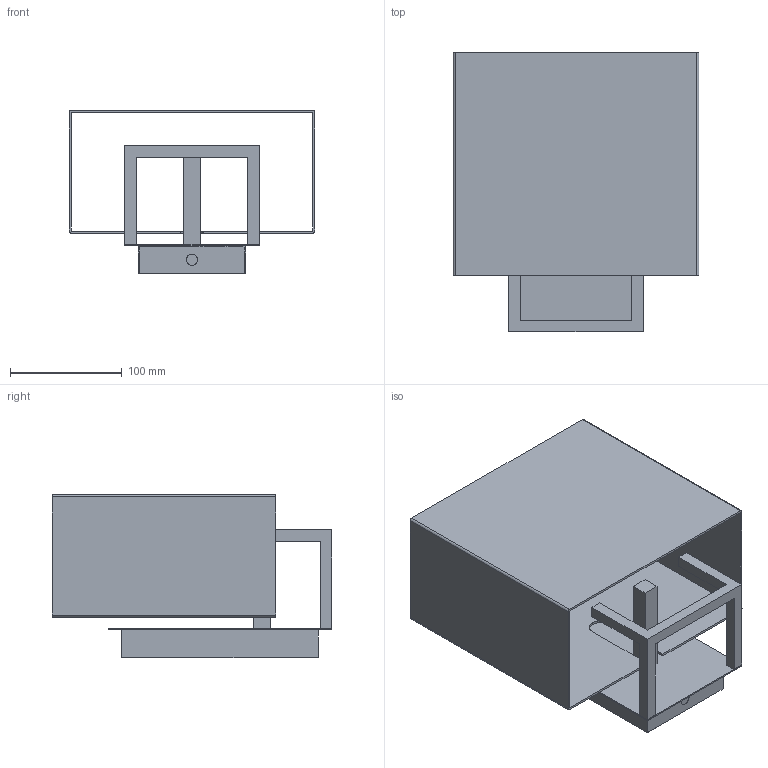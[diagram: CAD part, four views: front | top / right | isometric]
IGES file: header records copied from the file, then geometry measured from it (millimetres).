
Start section: SolidWorks IGES file using analytic representation for surfaces
Global section: file name: FARO VESPER Aplique.IGS; native system: SolidWorks 2012; preprocessor: SolidWorks 2012; author: Zairaholgado; date: 140404.105823; units: millimetre
Bounding box: 220 x 250 x 146.2 mm (x, y, z)
Surface area: 357128.5 mm2 (no closed solid volume)
Topology: 0 solids, 0 shells, 81 faces, 782 edges, 782 vertices
Faces by surface type: bspline 66, revolution 15
